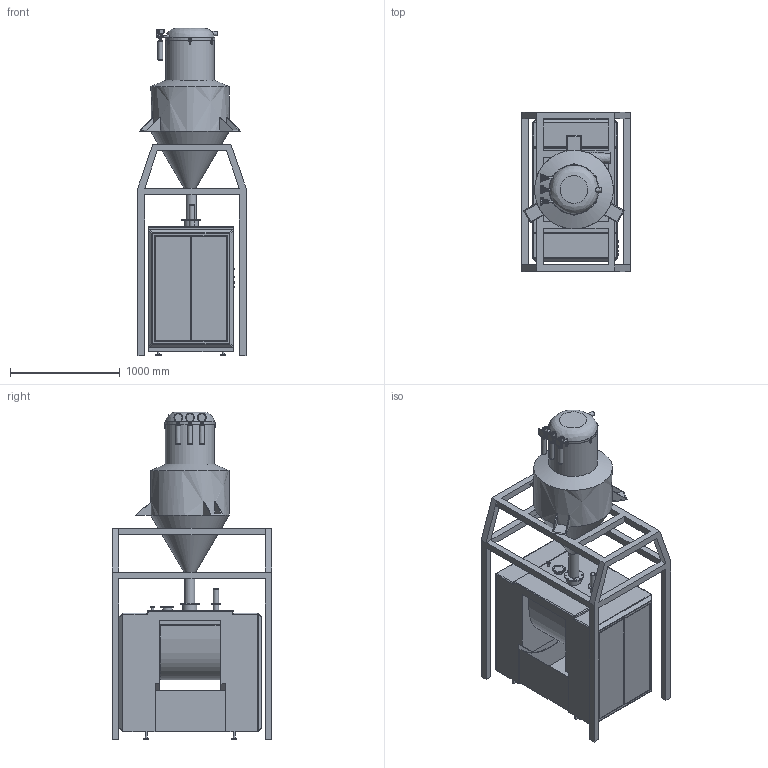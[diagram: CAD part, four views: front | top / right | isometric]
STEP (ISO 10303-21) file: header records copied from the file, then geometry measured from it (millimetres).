
FILE_DESCRIPTION(('FreeCAD Model'),'2;1');
FILE_NAME('Open CASCADE Shape Model','2025-05-01T01:37:03',('FreeCAD'),( 'FreeCAD'),'Open CASCADE STEP processor 7.6','FreeCAD','Unknown');
FILE_SCHEMA(('AUTOMOTIVE_DESIGN { 1 0 10303 214 1 1 1 1 }'));
Products named in the file (1): Open CASCADE STEP translator 7.6 1
Bounding box: 983.49 x 1450.64 x 2978.59 mm (x, y, z)
Volume: 1225501420.2 mm3; surface area: 17883018.8 mm2
Topology: 34 solids, 40 shells, 4726 faces, 12111 edges, 7489 vertices
Faces by surface type: bspline 4726
Entity records: 173762 total; most frequent: CARTESIAN_POINT 105655, ORIENTED_EDGE 24100, EDGE_CURVE 12050, VERTEX_POINT 7489, B_SPLINE_CURVE_WITH_KNOTS 7288, FACE_BOUND 5039, EDGE_LOOP 5039, ADVANCED_FACE 4726
